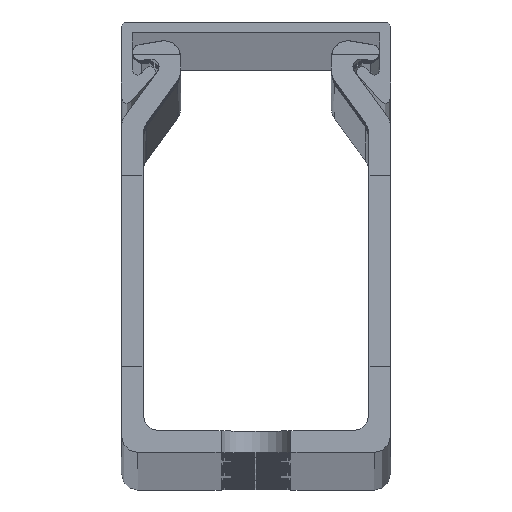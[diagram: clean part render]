
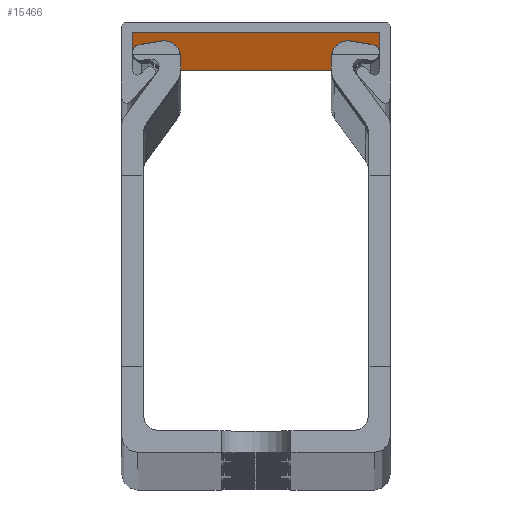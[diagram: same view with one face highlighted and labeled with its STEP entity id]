
A CAD part, top view. The second image highlights one B-rep face of the part: STEP entity #15466.
In plain terms, the highlighted planar face has unit normal (0, -1, 0).
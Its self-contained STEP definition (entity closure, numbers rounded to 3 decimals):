
#972 = VERTEX_POINT ( 'NONE', #24155 ) ;
#3733 = CARTESIAN_POINT ( 'NONE',  ( 11.5, 39., 1000. ) ) ;
#4475 = LINE ( 'NONE', #8897, #7636 ) ;
#4822 = EDGE_CURVE ( 'NONE', #972, #23121, #4475, .T. ) ;
#5057 = ORIENTED_EDGE ( 'NONE', *, *, #17519, .F. ) ;
#5354 = ORIENTED_EDGE ( 'NONE', *, *, #23528, .T. ) ;
#6501 = DIRECTION ( 'NONE',  ( -1., 0., 0. ) ) ;
#6707 = CARTESIAN_POINT ( 'NONE',  ( -11.5, 39., -1000. ) ) ;
#6760 = DIRECTION ( 'NONE',  ( 0., 0., -1. ) ) ;
#7636 = VECTOR ( 'NONE', #6760, 1000. ) ;
#7991 = VECTOR ( 'NONE', #30287, 1000. ) ;
#8897 = CARTESIAN_POINT ( 'NONE',  ( -11.5, 39., 1026.373 ) ) ;
#8956 = VECTOR ( 'NONE', #30127, 1000. ) ;
#9489 = AXIS2_PLACEMENT_3D ( 'NONE', #16766, #32182, #16925 ) ;
#10419 = CARTESIAN_POINT ( 'NONE',  ( -11.5, 39., -1000. ) ) ;
#15466 = ADVANCED_FACE ( 'NONE', ( #29733 ), #17405, .F. ) ;
#16410 = EDGE_CURVE ( 'NONE', #23121, #17352, #25208, .T. ) ;
#16766 = CARTESIAN_POINT ( 'NONE',  ( -11.5, 39., 1026.373 ) ) ;
#16925 = DIRECTION ( 'NONE',  ( 0., 0., 1. ) ) ;
#17288 = VERTEX_POINT ( 'NONE', #3733 ) ;
#17352 = VERTEX_POINT ( 'NONE', #29003 ) ;
#17405 = PLANE ( 'NONE',  #9489 ) ;
#17519 = EDGE_CURVE ( 'NONE', #17288, #17352, #19958, .T. ) ;
#19532 = EDGE_LOOP ( 'NONE', ( #5057, #5354, #30655, #23607 ) ) ;
#19958 = LINE ( 'NONE', #29964, #7991 ) ;
#23121 = VERTEX_POINT ( 'NONE', #6707 ) ;
#23528 = EDGE_CURVE ( 'NONE', #17288, #972, #30956, .T. ) ;
#23607 = ORIENTED_EDGE ( 'NONE', *, *, #16410, .T. ) ;
#24155 = CARTESIAN_POINT ( 'NONE',  ( -11.5, 39., 1000. ) ) ;
#25208 = LINE ( 'NONE', #10419, #8956 ) ;
#26202 = CARTESIAN_POINT ( 'NONE',  ( -11.5, 39., 1000. ) ) ;
#29003 = CARTESIAN_POINT ( 'NONE',  ( 11.5, 39., -1000. ) ) ;
#29733 = FACE_OUTER_BOUND ( 'NONE', #19532, .T. ) ;
#29964 = CARTESIAN_POINT ( 'NONE',  ( 11.5, 39., 1026.373 ) ) ;
#30127 = DIRECTION ( 'NONE',  ( 1., 0., 0. ) ) ;
#30287 = DIRECTION ( 'NONE',  ( 0., 0., -1. ) ) ;
#30655 = ORIENTED_EDGE ( 'NONE', *, *, #4822, .T. ) ;
#30956 = LINE ( 'NONE', #26202, #31627 ) ;
#31627 = VECTOR ( 'NONE', #6501, 1000. ) ;
#32182 = DIRECTION ( 'NONE',  ( 0., 1., 0. ) ) ;
